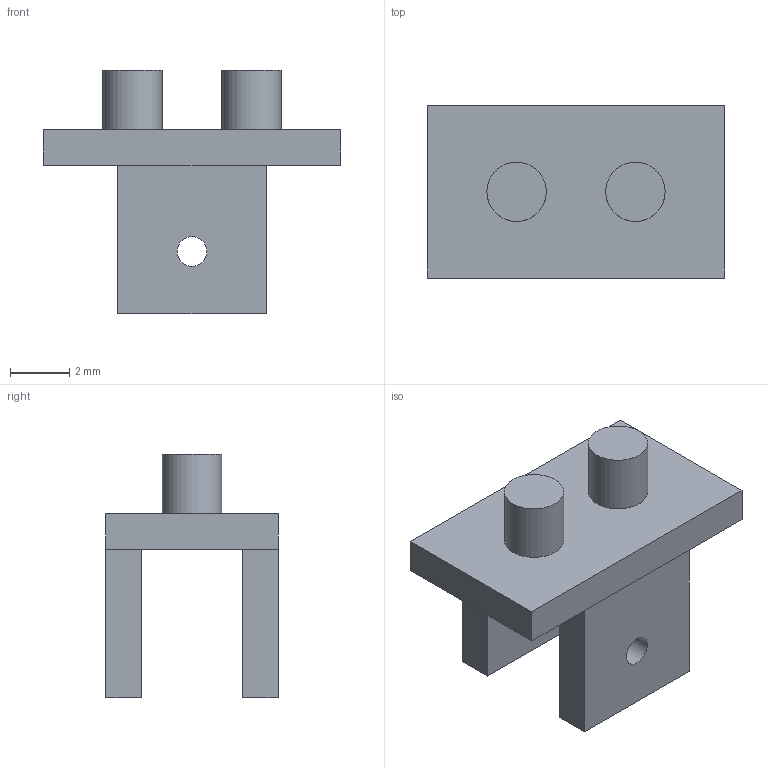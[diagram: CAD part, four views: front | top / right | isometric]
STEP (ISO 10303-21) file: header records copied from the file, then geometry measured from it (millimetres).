
FILE_DESCRIPTION(('FreeCAD Model'),'2;1');
FILE_NAME('Dir_E.step','2016-01-23T10:34:37',('Almisuifre'),(''), 'Open CASCADE STEP processor 6.8','FreeCAD','Unknown');
FILE_SCHEMA(('AUTOMOTIVE_DESIGN_CC2 { 1 2 10303 214 -1 1 5 4 }'));
Length unit declared in the file: millimetre
Products named in the file (2): ASSEMBLY; Pad002
Assembly tree (1 placements, depth 2):
  ASSEMBLY
    Pad002
Bounding box: 10 x 5.8 x 8.2 mm (x, y, z)
Volume: 140.3 mm3; surface area: 307.5 mm2
Topology: 1 solids, 1 shells, 24 faces, 52 edges, 32 vertices
Faces by surface type: plane 20, cylinder 4
Full cylindrical faces by diameter (mm): 1 x2, 2 x2
Entity records: 1375 total; most frequent: CARTESIAN_POINT 238, DIRECTION 212, LINE 140, VECTOR 140, ORIENTED_EDGE 104, PCURVE 104, DEFINITIONAL_REPRESENTATION 104, EDGE_CURVE 52
